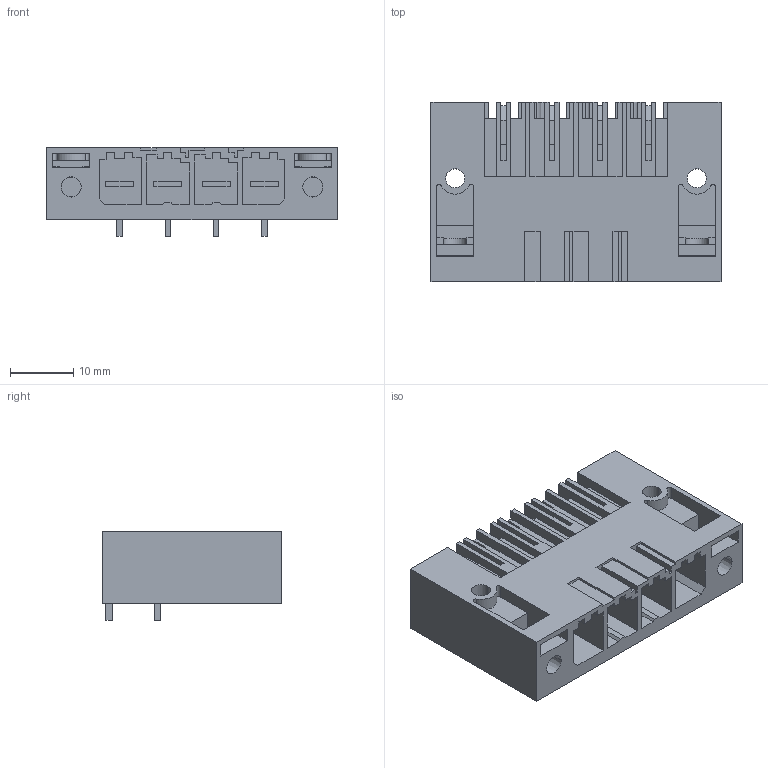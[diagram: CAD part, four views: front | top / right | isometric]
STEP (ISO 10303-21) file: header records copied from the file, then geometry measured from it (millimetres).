
FILE_DESCRIPTION(('CATIA V5 STEP','CAx-IF Rec.Pracs.--- Model Styling and Organization---1.4--- 2014-01-23'),'2;1');
FILE_NAME ('191146-5_0_2499580000_2499580000.stp','2023-09-25T08:20:41+00:00',('none'),('Weidmueller'),'CATIA Version 5-6 Release 2016 SP3 HF44','CATIA V5 STEP AP214','none');
FILE_SCHEMA(('AUTOMOTIVE_DESIGN { 1 0 10303 214 1 1 1 1 }'));
Length unit declared in the file: millimetre
Products named in the file (1): 2499580000
Bounding box: 45.72 x 28.3 x 14 mm (x, y, z)
Volume: 8364 mm3; surface area: 10390.6 mm2
Topology: 5 solids, 5 shells, 498 faces, 1478 edges, 997 vertices
Faces by surface type: plane 462, cylinder 32, cone 4
Entity records: 15619 total; most frequent: ORIENTED_EDGE 2956, CARTESIAN_POINT 2844, DIRECTION 2132, EDGE_CURVE 1478, VECTOR 1388, LINE 1388, VERTEX_POINT 997, EDGE_LOOP 525
